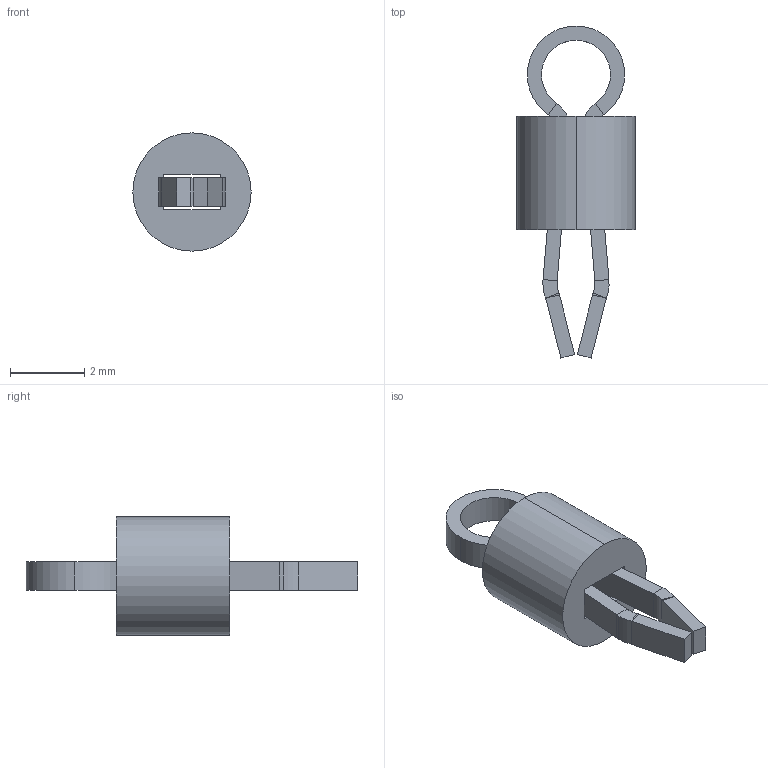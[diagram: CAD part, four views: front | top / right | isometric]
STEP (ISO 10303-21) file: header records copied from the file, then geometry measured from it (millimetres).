
FILE_DESCRIPTION (( 'STEP AP214' ), '1' );
FILE_NAME ('5121.STEP', '2012-09-06T18:19:05', ( 'Richard Maletta' ), ( '' ), 'SwSTEP 2.0', 'SolidWorks 2009', '' );
FILE_SCHEMA (( 'AUTOMOTIVE_DESIGN' ));
Length unit declared in the file: millimetre
Products named in the file (1): 5121
Bounding box: 3.17 x 8.92 x 3.17 mm (x, y, z)
Volume: 25.2 mm3; surface area: 103.2 mm2
Topology: 2 solids, 2 shells, 66 faces, 138 edges, 76 vertices
Faces by surface type: plane 42, cylinder 24
Entity records: 2479 total; most frequent: DIRECTION 320, CARTESIAN_POINT 281, ORIENTED_EDGE 276, EDGE_CURVE 138, AXIS2_PLACEMENT_3D 115, LINE 90, VECTOR 90, VERTEX_POINT 76
